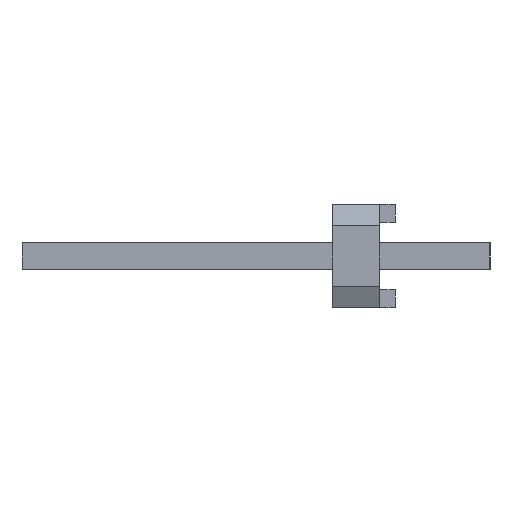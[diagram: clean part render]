
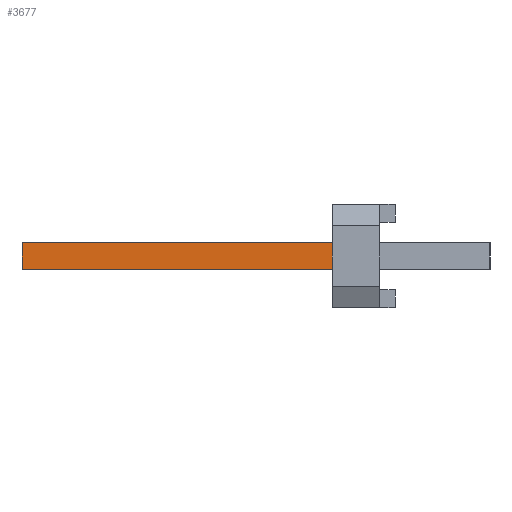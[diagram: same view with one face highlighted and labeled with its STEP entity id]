
A CAD part, left-side view. The second image highlights one B-rep face of the part: STEP entity #3677.
In plain terms, the highlighted planar face has unit normal (-1, 0, 0).
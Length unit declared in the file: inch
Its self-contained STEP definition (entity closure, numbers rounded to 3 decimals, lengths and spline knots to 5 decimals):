
#903=ORIENTED_EDGE('',*,*,#1523,.F.);
#904=ORIENTED_EDGE('',*,*,#1476,.F.);
#905=ORIENTED_EDGE('',*,*,#1514,.T.);
#906=ORIENTED_EDGE('',*,*,#1495,.T.);
#1476=EDGE_CURVE('',#1842,#1839,#2316,.T.);
#1495=EDGE_CURVE('',#1862,#1861,#2335,.T.);
#1514=EDGE_CURVE('',#1842,#1862,#2354,.T.);
#1523=EDGE_CURVE('',#1839,#1861,#2363,.T.);
#1839=VERTEX_POINT('',#5678);
#1842=VERTEX_POINT('',#5683);
#1861=VERTEX_POINT('',#5726);
#1862=VERTEX_POINT('',#5728);
#2316=LINE('',#5684,#2824);
#2335=LINE('',#5727,#2843);
#2354=LINE('',#5768,#2862);
#2363=LINE('',#5782,#2871);
#2824=VECTOR('',#4654,39.37008);
#2843=VECTOR('',#4683,39.37008);
#2862=VECTOR('',#4712,39.37008);
#2871=VECTOR('',#4731,39.37008);
#3077=EDGE_LOOP('',(#903,#904,#905,#906));
#3287=FACE_BOUND('',#3077,.T.);
#3487=PLANE('',#3894);
#3677=ADVANCED_FACE('',(#3287),#3487,.F.);
#3894=AXIS2_PLACEMENT_3D('',#5781,#4729,#4730);
#4654=DIRECTION('',(0.,-1.,0.));
#4683=DIRECTION('',(0.,-1.,0.));
#4712=DIRECTION('',(0.,0.,-1.));
#4729=DIRECTION('',(1.,0.,0.));
#4730=DIRECTION('',(0.,0.,-1.));
#4731=DIRECTION('',(0.,0.,-1.));
#5678=CARTESIAN_POINT('',(-0.2125,0.115,0.0125));
#5683=CARTESIAN_POINT('',(-0.2125,0.445,0.0125));
#5684=CARTESIAN_POINT('',(-0.2125,0.445,0.0125));
#5726=CARTESIAN_POINT('',(-0.2125,0.115,-0.0125));
#5727=CARTESIAN_POINT('',(-0.2125,0.445,-0.0125));
#5728=CARTESIAN_POINT('',(-0.2125,0.445,-0.0125));
#5768=CARTESIAN_POINT('',(-0.2125,0.445,0.0125));
#5781=CARTESIAN_POINT('',(-0.2125,0.445,0.0125));
#5782=CARTESIAN_POINT('',(-0.2125,0.115,0.0125));
